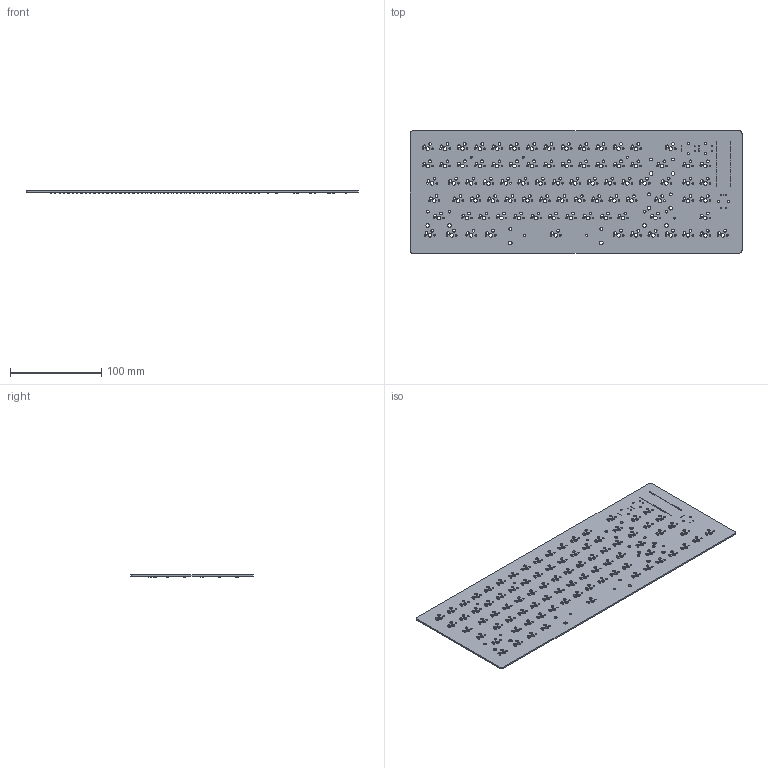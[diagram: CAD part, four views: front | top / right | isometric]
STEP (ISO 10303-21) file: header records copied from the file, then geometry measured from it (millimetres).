
FILE_DESCRIPTION(('KiCad electronic assembly'),'2;1');
FILE_NAME('keyboard.step','2025-01-28T14:41:02',('Pcbnew'),('Kicad'), 'Open CASCADE STEP processor 7.8','KiCad to STEP converter','Unknown' );
FILE_SCHEMA(('AUTOMOTIVE_DESIGN { 1 0 10303 214 1 1 1 1 }'));
Length unit declared in the file: millimetre
Products named in the file (4): keyboard 1; D_SOD-123; D_SOD_123; keyboard_PCB
Assembly tree (94 placements, depth 3):
  keyboard 1
    D_SOD-123  x92
      D_SOD_123
    keyboard_PCB
Bounding box: 364.49 x 134.3 x 2.9 mm (x, y, z)
Volume: 73980.8 mm3; surface area: 101949.6 mm2
Topology: 93 solids, 93 shells, 6712 faces, 15990 edges, 9556 vertices
Faces by surface type: plane 3057, bspline 2392, cylinder 1263
Full cylindrical faces by diameter (mm): 0.914 x40, 1 x15, 1.75 x172, 2.2 x6, 3 x172, 3.048 x10, 3.988 x96
Entity records: 24238 total; most frequent: DIRECTION 4200, CARTESIAN_POINT 3798, ORIENTED_EDGE 3588, EDGE_CURVE 1794, AXIS2_PLACEMENT_3D 1754, FACE_BOUND 1650, EDGE_LOOP 1650, VERTEX_POINT 1184
